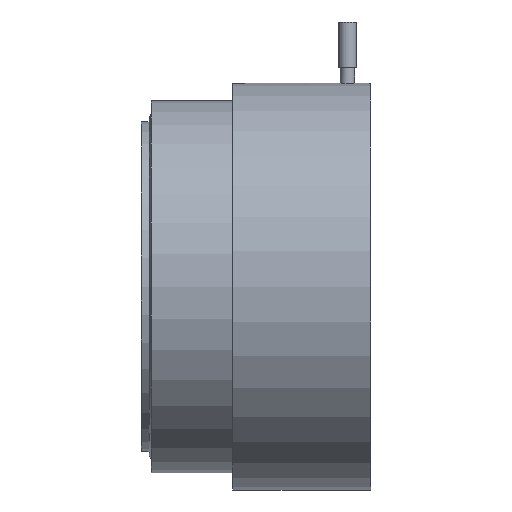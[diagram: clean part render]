
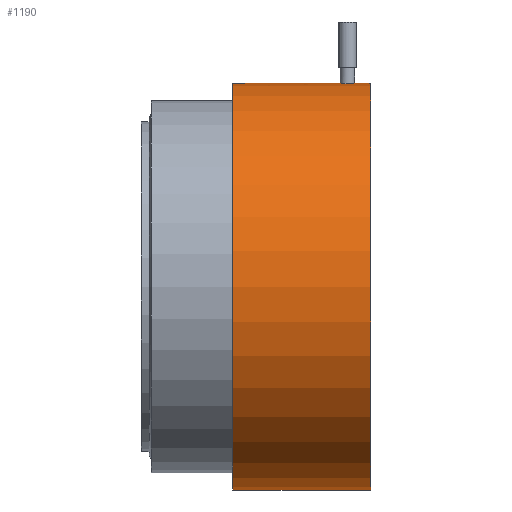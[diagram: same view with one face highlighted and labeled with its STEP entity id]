
A CAD part, front view. The second image highlights one B-rep face of the part: STEP entity #1190.
In plain terms, the highlighted cylindrical face has radius 113.538 mm (diameter 227.076 mm), a partial arc.
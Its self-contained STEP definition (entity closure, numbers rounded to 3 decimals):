
#885=CARTESIAN_POINT('POINT192',(119.11,0.,
   113.538));
#886=VERTEX_POINT('VERTEX192',#885);
#894=CARTESIAN_POINT('POINT193',(111.014,0.,
   113.538));
#895=VERTEX_POINT('VERTEX193',#894);
#902=CARTESIAN_POINT('POINT194',(115.062,-4.048,
   113.466));
#903=VERTEX_POINT('VERTEX194',#902);
#904=B_SPLINE_CURVE_WITH_KNOTS('SPLINE_CRV4',3,(#905,#906,#907,#908,#909
   ,#910,#911,#912,#913,#914),.UNSPECIFIED.,.F.,.F.,(4,2,2,2,4),(
   0.,0.06,0.12,
   0.18,0.24),.UNSPECIFIED.);
#905=CARTESIAN_POINT('',(115.062,-4.048,
   113.466));
#906=CARTESIAN_POINT('',(114.554,-4.048,
   113.466));
#907=CARTESIAN_POINT('',(114.011,-3.947,
   113.47));
#908=CARTESIAN_POINT('',(113.014,-3.533,
   113.483));
#909=CARTESIAN_POINT('',(112.559,-3.222,
   113.493));
#910=CARTESIAN_POINT('',(111.84,-2.503,
   113.511));
#911=CARTESIAN_POINT('',(111.529,-2.048,
   113.521));
#912=CARTESIAN_POINT('',(111.115,-1.051,
   113.534));
#913=CARTESIAN_POINT('',(111.014,-0.508,
   113.538));
#914=CARTESIAN_POINT('',(111.014,0.,
   113.538));
#915=EDGE_CURVE('EDGE321',#903,#895,#904,.T.);
#917=B_SPLINE_CURVE_WITH_KNOTS('SPLINE_CRV5',3,(#918,#919,#920,#921,#922
   ,#923,#924,#925,#926,#927),.UNSPECIFIED.,.F.,.F.,(4,2,2,2,4),(
   0.72,0.781,0.841,
   0.901,0.961),.UNSPECIFIED.);
#918=CARTESIAN_POINT('',(119.11,0.,
   113.538));
#919=CARTESIAN_POINT('',(119.11,-0.508,
   113.538));
#920=CARTESIAN_POINT('',(119.009,-1.051,
   113.534));
#921=CARTESIAN_POINT('',(118.595,-2.048,
   113.521));
#922=CARTESIAN_POINT('',(118.284,-2.503,
   113.511));
#923=CARTESIAN_POINT('',(117.565,-3.222,
   113.493));
#924=CARTESIAN_POINT('',(117.11,-3.533,
   113.483));
#925=CARTESIAN_POINT('',(116.113,-3.947,
   113.47));
#926=CARTESIAN_POINT('',(115.57,-4.048,
   113.466));
#927=CARTESIAN_POINT('',(115.062,-4.048,
   113.466));
#928=EDGE_CURVE('EDGE322',#886,#903,#917,.T.);
#985=CARTESIAN_POINT('POINT195',(128.016,0.,
   113.538));
#986=VERTEX_POINT('VERTEX195',#985);
#987=CARTESIAN_POINT('POINT196',(128.016,0.,
   -113.538));
#988=VERTEX_POINT('VERTEX196',#987);
#989=CARTESIAN_POINT('POS319',(128.016,0.,0.));
#990=DIRECTION('DIR508',(-1.,0.,0.));
#991=DIRECTION('DIR509',(0.,0.,1.));
#992=AXIS2_PLACEMENT_3D('AXIS190',#989,#990,#991);
#993=CIRCLE('ELLIPSE95',#992,113.538);
#996=EDGE_CURVE('EDGE325',#988,#986,#993,.T.);
#1151=CARTESIAN_POINT('POS335',(89.497,0.,
   113.538));
#1152=DIRECTION('DIR534',(-1.,0.,0.));
#1153=VECTOR('VEC136',#1152,1.);
#1154=LINE('STRAIGHT136',#1151,#1153);
#1155=EDGE_CURVE('EDGE340',#986,#886,#1154,.T.);
#1156=ORIENTED_EDGE('COEDGE666',*,*,#1155,.T.);
#1157=ORIENTED_EDGE('COEDGE667',*,*,#928,.T.);
#1158=ORIENTED_EDGE('COEDGE668',*,*,#915,.T.);
#1159=CARTESIAN_POINT('POINT205',(50.978,0.,
   113.538));
#1160=VERTEX_POINT('VERTEX205',#1159);
#1161=CARTESIAN_POINT('POS336',(89.497,0.,
   113.538));
#1162=DIRECTION('DIR535',(-1.,0.,0.));
#1163=VECTOR('VEC137',#1162,1.);
#1164=LINE('STRAIGHT137',#1161,#1163);
#1165=EDGE_CURVE('EDGE341',#895,#1160,#1164,.T.);
#1166=ORIENTED_EDGE('COEDGE669',*,*,#1165,.T.);
#1167=CARTESIAN_POINT('POINT206',(50.978,0.,
   -113.538));
#1168=VERTEX_POINT('VERTEX206',#1167);
#1169=CARTESIAN_POINT('POS337',(50.978,0.,0.));
#1170=DIRECTION('DIR536',(-1.,0.,0.));
#1171=DIRECTION('DIR537',(0.,0.,1.));
#1172=AXIS2_PLACEMENT_3D('AXIS200',#1169,#1170,#1171);
#1173=CIRCLE('ELLIPSE100',#1172,113.538);
#1174=EDGE_CURVE('EDGE342',#1168,#1160,#1173,.T.);
#1175=ORIENTED_EDGE('COEDGE670',*,*,#1174,.F.);
#1176=CARTESIAN_POINT('POS338',(89.497,0.,
   -113.538));
#1177=DIRECTION('DIR538',(1.,0.,0.));
#1178=VECTOR('VEC138',#1177,1.);
#1179=LINE('STRAIGHT138',#1176,#1178);
#1180=EDGE_CURVE('EDGE343',#1168,#988,#1179,.T.);
#1181=ORIENTED_EDGE('COEDGE671',*,*,#1180,.T.);
#1182=ORIENTED_EDGE('COEDGE672',*,*,#996,.T.);
#1183=EDGE_LOOP('NONE',(#1156,#1157,#1158,#1166,#1175,#1181,#1182));
#1184=FACE_BOUND('LOOP1',#1183,.T.);
#1185=CARTESIAN_POINT('POS339',(89.497,0.,0.));
#1186=DIRECTION('DIR539',(-1.,0.,0.));
#1187=DIRECTION('DIR540',(0.,0.,1.));
#1188=AXIS2_PLACEMENT_3D('AXIS201',#1185,#1186,#1187);
#1189=CYLINDRICAL_SURFACE('CONE_SURF68',#1188,113.538);
#1190=ADVANCED_FACE('FACE168',(#1184),#1189,.T.);
